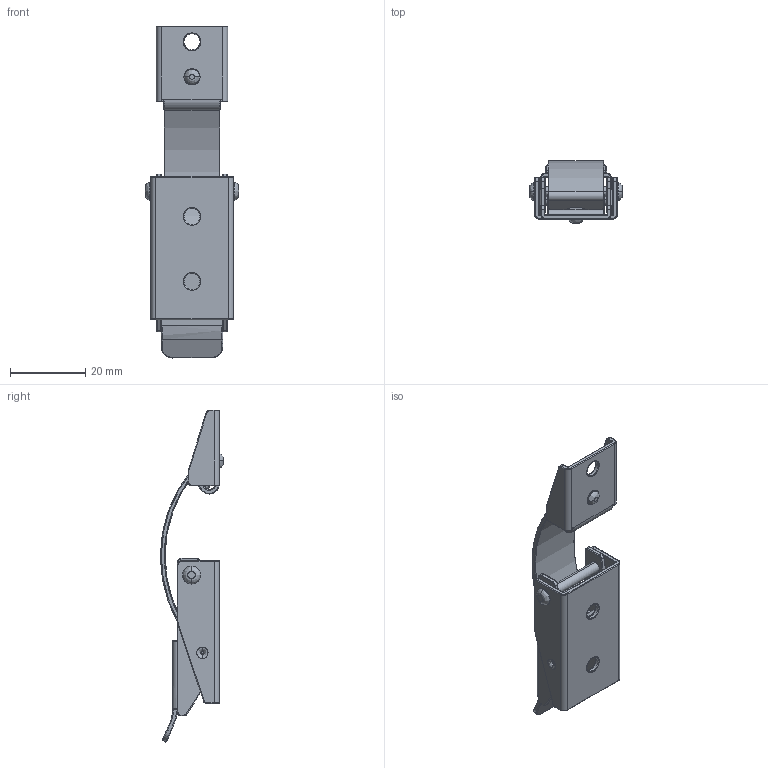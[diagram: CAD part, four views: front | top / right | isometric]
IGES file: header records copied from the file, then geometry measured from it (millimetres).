
Start section: SolidWorks IGES file using analytic representation for surfaces
Global section: file name: TSL-3025.IGS; native system: SolidWorks 2016; preprocessor: SolidWorks 2016; author: death; date: 210504.095329; units: millimetre
Bounding box: 24.8 x 16.73 x 88.39 mm (x, y, z)
Surface area: 9529.4 mm2 (no closed solid volume)
Topology: 0 solids, 0 shells, 692 faces, 5236 edges, 5232 vertices
Faces by surface type: bspline 383, revolution 309
